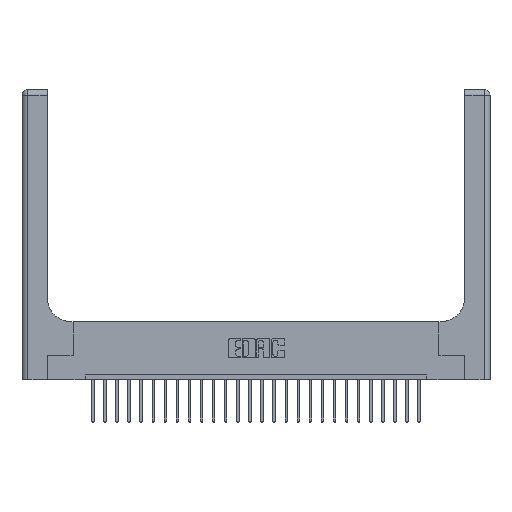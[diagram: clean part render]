
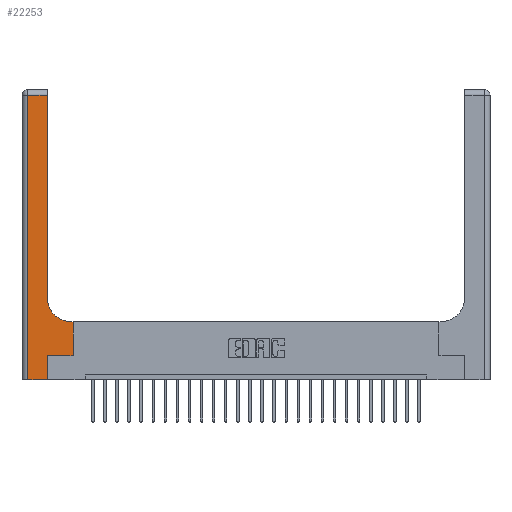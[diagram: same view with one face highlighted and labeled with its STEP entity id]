
A CAD part, top view. The second image highlights one B-rep face of the part: STEP entity #22253.
In plain terms, the highlighted planar face has unit normal (0, 0, 1).
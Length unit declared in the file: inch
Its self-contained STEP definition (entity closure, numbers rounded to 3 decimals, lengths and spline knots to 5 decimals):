
#594 = VERTEX_POINT ( 'NONE', #4572 ) ;
#632 = VERTEX_POINT ( 'NONE', #17807 ) ;
#672 = EDGE_CURVE ( 'NONE', #24348, #17022, #23112, .T. ) ;
#1272 = ORIENTED_EDGE ( 'NONE', *, *, #12078, .T. ) ;
#2174 = ORIENTED_EDGE ( 'NONE', *, *, #4012, .T. ) ;
#2243 = CIRCLE ( 'NONE', #12692, 0.25 ) ;
#3488 = EDGE_CURVE ( 'NONE', #594, #11031, #3773, .T. ) ;
#3587 = DIRECTION ( 'NONE',  ( 1., 0., 0. ) ) ;
#3773 = LINE ( 'NONE', #5935, #13815 ) ;
#3872 = DIRECTION ( 'NONE',  ( 1., 0., 0. ) ) ;
#4012 = EDGE_CURVE ( 'NONE', #11031, #24348, #5211, .T. ) ;
#4195 = LINE ( 'NONE', #10621, #13631 ) ;
#4572 = CARTESIAN_POINT ( 'NONE',  ( 0.26, 0.85, 0.37 ) ) ;
#5187 = CARTESIAN_POINT ( 'NONE',  ( 0.265, 0., 0.37 ) ) ;
#5200 = CARTESIAN_POINT ( 'NONE',  ( 0.265, 0.25, 0.37 ) ) ;
#5211 = LINE ( 'NONE', #11379, #16472 ) ;
#5244 = FACE_OUTER_BOUND ( 'NONE', #21643, .T. ) ;
#5289 = DIRECTION ( 'NONE',  ( 0., 1., 0. ) ) ;
#5553 = CARTESIAN_POINT ( 'NONE',  ( 0.528, 0.25, 0.37 ) ) ;
#5645 = DIRECTION ( 'NONE',  ( 0., 1., 0. ) ) ;
#5656 = VECTOR ( 'NONE', #13898, 39.37008 ) ;
#5935 = CARTESIAN_POINT ( 'NONE',  ( 0.26, 3., 0.37 ) ) ;
#6116 = LINE ( 'NONE', #5553, #14995 ) ;
#6830 = AXIS2_PLACEMENT_3D ( 'NONE', #15954, #21377, #23306 ) ;
#7034 = CARTESIAN_POINT ( 'NONE',  ( 0.265, 0., 0.37 ) ) ;
#7909 = VERTEX_POINT ( 'NONE', #5200 ) ;
#8183 = PLANE ( 'NONE',  #6830 ) ;
#9004 = LINE ( 'NONE', #15056, #23500 ) ;
#9387 = CARTESIAN_POINT ( 'NONE',  ( 0.26, 2.94, 0.37 ) ) ;
#9486 = ORIENTED_EDGE ( 'NONE', *, *, #3488, .T. ) ;
#10520 = CARTESIAN_POINT ( 'NONE',  ( 0.51, 0.6, 0.37 ) ) ;
#10587 = CARTESIAN_POINT ( 'NONE',  ( 0.528, 0.25, 0.37 ) ) ;
#10621 = CARTESIAN_POINT ( 'NONE',  ( 0.26, 0.6, 0.37 ) ) ;
#11031 = VERTEX_POINT ( 'NONE', #9387 ) ;
#11379 = CARTESIAN_POINT ( 'NONE',  ( 0., 2.94, 0.37 ) ) ;
#11741 = CARTESIAN_POINT ( 'NONE',  ( 0.06, 0., 0.37 ) ) ;
#11876 = ORIENTED_EDGE ( 'NONE', *, *, #12664, .T. ) ;
#12029 = ORIENTED_EDGE ( 'NONE', *, *, #16476, .T. ) ;
#12078 = EDGE_CURVE ( 'NONE', #7909, #23703, #9004, .T. ) ;
#12664 = EDGE_CURVE ( 'NONE', #18426, #7909, #17244, .T. ) ;
#12692 = AXIS2_PLACEMENT_3D ( 'NONE', #23603, #23766, #23841 ) ;
#13002 = ORIENTED_EDGE ( 'NONE', *, *, #23762, .T. ) ;
#13227 = VECTOR ( 'NONE', #3872, 39.37008 ) ;
#13631 = VECTOR ( 'NONE', #14407, 39.37008 ) ;
#13783 = DIRECTION ( 'NONE',  ( 0., 1., 0. ) ) ;
#13815 = VECTOR ( 'NONE', #13783, 39.37008 ) ;
#13898 = DIRECTION ( 'NONE',  ( 0., -1., 0. ) ) ;
#14407 = DIRECTION ( 'NONE',  ( -1., 0., 0. ) ) ;
#14995 = VECTOR ( 'NONE', #5645, 39.37008 ) ;
#15056 = CARTESIAN_POINT ( 'NONE',  ( 0.265, 0.25, 0.37 ) ) ;
#15162 = CARTESIAN_POINT ( 'NONE',  ( 0., 0., 0.37 ) ) ;
#15623 = VERTEX_POINT ( 'NONE', #10520 ) ;
#15954 = CARTESIAN_POINT ( 'NONE',  ( 0., 3., 0.37 ) ) ;
#16472 = VECTOR ( 'NONE', #22966, 39.37008 ) ;
#16476 = EDGE_CURVE ( 'NONE', #23703, #632, #6116, .T. ) ;
#16478 = EDGE_CURVE ( 'NONE', #17022, #18426, #19161, .T. ) ;
#17022 = VERTEX_POINT ( 'NONE', #11741 ) ;
#17244 = LINE ( 'NONE', #7034, #17553 ) ;
#17553 = VECTOR ( 'NONE', #5289, 39.37008 ) ;
#17807 = CARTESIAN_POINT ( 'NONE',  ( 0.528, 0.6, 0.37 ) ) ;
#18426 = VERTEX_POINT ( 'NONE', #5187 ) ;
#18464 = ORIENTED_EDGE ( 'NONE', *, *, #16478, .T. ) ;
#19161 = LINE ( 'NONE', #15162, #13227 ) ;
#19239 = ORIENTED_EDGE ( 'NONE', *, *, #19676, .T. ) ;
#19676 = EDGE_CURVE ( 'NONE', #632, #15623, #4195, .T. ) ;
#21377 = DIRECTION ( 'NONE',  ( 0., 0., -1. ) ) ;
#21643 = EDGE_LOOP ( 'NONE', ( #9486, #2174, #24208, #18464, #11876, #1272, #12029, #19239, #13002 ) ) ;
#22253 = ADVANCED_FACE ( 'NONE', ( #5244 ), #8183, .F. ) ;
#22966 = DIRECTION ( 'NONE',  ( -1., 0., 0. ) ) ;
#23112 = LINE ( 'NONE', #23336, #5656 ) ;
#23306 = DIRECTION ( 'NONE',  ( -1., 0., 0. ) ) ;
#23336 = CARTESIAN_POINT ( 'NONE',  ( 0.06, 3., 0.37 ) ) ;
#23500 = VECTOR ( 'NONE', #3587, 39.37008 ) ;
#23581 = CARTESIAN_POINT ( 'NONE',  ( 0.06, 2.94, 0.37 ) ) ;
#23603 = CARTESIAN_POINT ( 'NONE',  ( 0.51, 0.85, 0.37 ) ) ;
#23703 = VERTEX_POINT ( 'NONE', #10587 ) ;
#23762 = EDGE_CURVE ( 'NONE', #15623, #594, #2243, .T. ) ;
#23766 = DIRECTION ( 'NONE',  ( 0., 0., -1. ) ) ;
#23841 = DIRECTION ( 'NONE',  ( 1., 0., 0. ) ) ;
#24208 = ORIENTED_EDGE ( 'NONE', *, *, #672, .T. ) ;
#24348 = VERTEX_POINT ( 'NONE', #23581 ) ;
